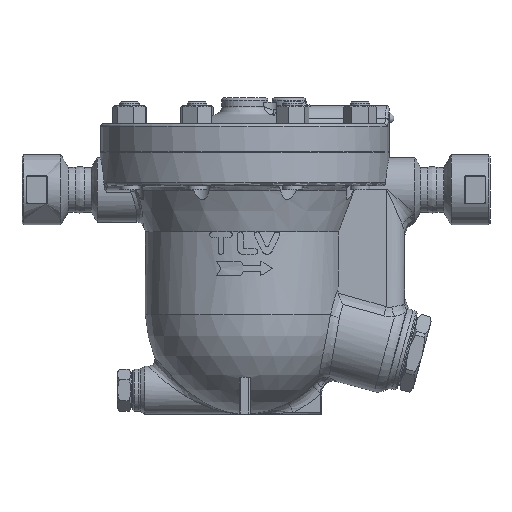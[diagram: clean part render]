
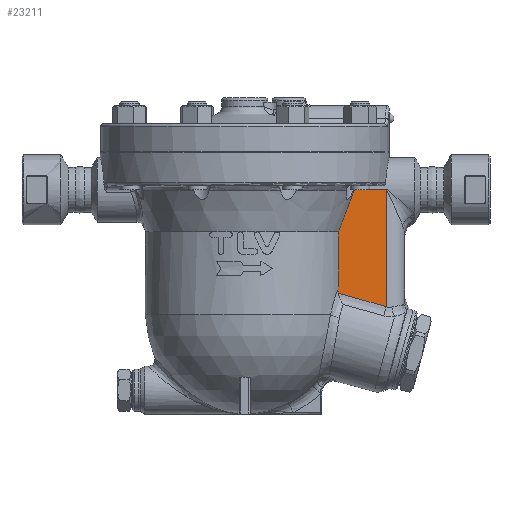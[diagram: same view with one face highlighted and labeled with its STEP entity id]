
A CAD part, front view. The second image highlights one B-rep face of the part: STEP entity #23211.
In plain terms, the highlighted planar face has unit normal (0, -1, 0.026).
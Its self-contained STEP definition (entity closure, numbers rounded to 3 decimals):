
#15987=CARTESIAN_POINT('',(66.505,-24.863,-74.111));
#15988=VERTEX_POINT('',#15987);
#16001=CARTESIAN_POINT('',(66.896,-23.79,-33.0));
#16002=VERTEX_POINT('',#16001);
#16003=CARTESIAN_POINT('',(0.,0.0,879.123));
#16004=DIRECTION('',(0.0,-1.,0.026));
#16005=DIRECTION('',(0.,0.026,1.));
#16006=AXIS2_PLACEMENT_3D('',#16003,#16004,#16005);
#16007=ELLIPSE('',#16006,2723.075,71.);
#16008=EDGE_CURVE('',#15988,#16002,#16007,.T.);
#17989=CARTESIAN_POINT('',(78.006,-23.017,-3.355));
#17990=VERTEX_POINT('',#17989);
#17991=CARTESIAN_POINT('',(66.896,-23.79,-33.));
#17992=CARTESIAN_POINT('',(72.085,-23.433,-19.314));
#17993=CARTESIAN_POINT('',(78.006,-23.017,-3.355));
#18001=(BOUNDED_CURVE()B_SPLINE_CURVE(2,(#17991,#17992,#17993),.UNSPECIFIED.,.F.,.U.)B_SPLINE_CURVE_WITH_KNOTS((3,3),(0.0,3.174),.UNSPECIFIED.)CURVE()GEOMETRIC_REPRESENTATION_ITEM()RATIONAL_B_SPLINE_CURVE((1.0,1.003,1.))REPRESENTATION_ITEM(''));
#18002=EDGE_CURVE('',#16002,#17990,#18001,.T.);
#18331=CARTESIAN_POINT('',(78.483,-22.992,-2.4));
#18332=VERTEX_POINT('',#18331);
#18333=CARTESIAN_POINT('',(78.483,-22.992,-2.4));
#18334=CARTESIAN_POINT('',(78.341,-22.998,-2.621));
#18335=CARTESIAN_POINT('',(78.219,-23.004,-2.851));
#18336=CARTESIAN_POINT('',(78.12,-23.01,-3.074));
#18337=CARTESIAN_POINT('',(78.08,-23.012,-3.165));
#18338=CARTESIAN_POINT('',(78.042,-23.015,-3.258));
#18339=CARTESIAN_POINT('',(78.006,-23.017,-3.355));
#18340=B_SPLINE_CURVE_WITH_KNOTS('',3,(#18333,#18334,#18335,#18336,#18337,#18338,#18339),.UNSPECIFIED.,.F.,.U.,(4,3,4),(-1.77,-1.697,-1.667),.UNSPECIFIED.);
#18341=EDGE_CURVE('',#18332,#17990,#18340,.T.);
#18537=CARTESIAN_POINT('',(101.,-22.992,-2.4));
#18538=VERTEX_POINT('',#18537);
#19065=CARTESIAN_POINT('',(78.483,-22.992,-2.4));
#19066=DIRECTION('',(1.0,0.0,0.0));
#19067=VECTOR('',#19066,22.517);
#19068=LINE('',#19065,#19067);
#19069=EDGE_CURVE('',#18332,#18538,#19068,.T.);
#22248=CARTESIAN_POINT('',(66.778,-24.933,-76.811));
#22249=VERTEX_POINT('',#22248);
#22270=CARTESIAN_POINT('',(101.,-25.181,-86.33));
#22271=VERTEX_POINT('',#22270);
#22279=CARTESIAN_POINT('',(101.,-25.181,-86.33));
#22280=CARTESIAN_POINT('',(89.593,-25.098,-83.156));
#22281=CARTESIAN_POINT('',(78.185,-25.016,-79.983));
#22282=CARTESIAN_POINT('',(66.778,-24.933,-76.811));
#22283=B_SPLINE_CURVE_WITH_KNOTS('',3,(#22279,#22280,#22281,#22282),.UNSPECIFIED.,.F.,.U.,(4,4),(1.937,5.489),.UNSPECIFIED.);
#22284=EDGE_CURVE('',#22271,#22249,#22283,.T.);
#23179=CARTESIAN_POINT('',(66.778,-24.933,-76.811));
#23180=CARTESIAN_POINT('',(66.589,-24.911,-75.957));
#23181=CARTESIAN_POINT('',(66.495,-24.887,-75.047));
#23182=CARTESIAN_POINT('',(66.505,-24.863,-74.111));
#23183=B_SPLINE_CURVE_WITH_KNOTS('',3,(#23179,#23180,#23181,#23182),.UNSPECIFIED.,.F.,.U.,(4,4),(-0.281,0.0),.UNSPECIFIED.);
#23184=EDGE_CURVE('',#22249,#15988,#23183,.T.);
#23192=CARTESIAN_POINT('',(114.0,-22.992,-2.4));
#23193=DIRECTION('',(0.0,-1.,0.026));
#23194=DIRECTION('',(0.0,-0.026,-1.));
#23195=AXIS2_PLACEMENT_3D('',#23192,#23193,#23194);
#23196=PLANE('',#23195);
#23197=ORIENTED_EDGE('',*,*,#18341,.T.);
#23198=ORIENTED_EDGE('',*,*,#18002,.F.);
#23199=ORIENTED_EDGE('',*,*,#16008,.F.);
#23200=ORIENTED_EDGE('',*,*,#23184,.F.);
#23201=ORIENTED_EDGE('',*,*,#22284,.F.);
#23202=CARTESIAN_POINT('',(101.,-22.992,-2.4));
#23203=DIRECTION('',(0.,-0.026,-1.));
#23204=VECTOR('',#23203,83.959);
#23205=LINE('',#23202,#23204);
#23206=EDGE_CURVE('',#18538,#22271,#23205,.T.);
#23207=ORIENTED_EDGE('',*,*,#23206,.F.);
#23208=ORIENTED_EDGE('',*,*,#19069,.F.);
#23209=EDGE_LOOP('',(#23197,#23198,#23199,#23200,#23201,#23207,#23208));
#23210=FACE_OUTER_BOUND('',#23209,.T.);
#23211=ADVANCED_FACE('',(#23210),#23196,.T.);
